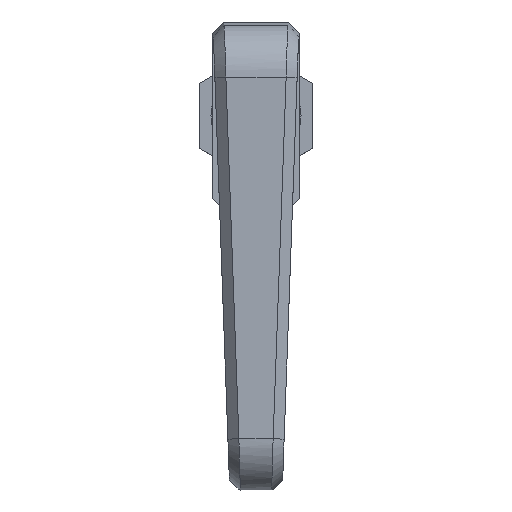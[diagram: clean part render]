
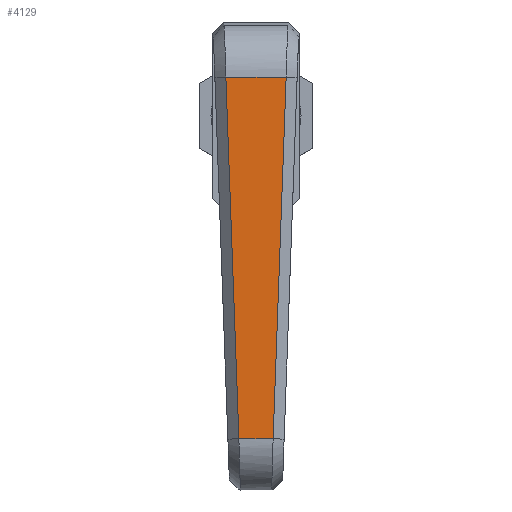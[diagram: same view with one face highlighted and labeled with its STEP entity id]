
A CAD part, top view. The second image highlights one B-rep face of the part: STEP entity #4129.
In plain terms, the highlighted planar face has unit normal (0, 0, 1).
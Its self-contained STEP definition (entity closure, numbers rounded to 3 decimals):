
#140 = FACE_OUTER_BOUND ( 'NONE', #4965, .T. ) ;
#143 = AXIS2_PLACEMENT_3D ( 'NONE', #2200, #2201, #2202 ) ;
#427 = VECTOR ( 'NONE', #1937, 1000. ) ;
#428 = VECTOR ( 'NONE', #1940, 1000. ) ;
#837 = VECTOR ( 'NONE', #1980, 1000. ) ;
#838 = VECTOR ( 'NONE', #1983, 1000. ) ;
#1251 = CARTESIAN_POINT ( 'NONE',  ( 8.034, 10.254, 0. ) ) ;
#1252 = CARTESIAN_POINT ( 'NONE',  ( -8.034, 10.254, 0. ) ) ;
#1253 = CARTESIAN_POINT ( 'NONE',  ( -4.564, -86.144, 0. ) ) ;
#1254 = CARTESIAN_POINT ( 'NONE',  ( 4.564, -86.144, 0. ) ) ;
#1935 = LINE ( 'NONE', #1936, #427 ) ;
#1936 = CARTESIAN_POINT ( 'NONE',  ( 0., -86.144, 0. ) ) ;
#1937 = DIRECTION ( 'NONE',  ( 1., 0., 0. ) ) ;
#1938 = LINE ( 'NONE', #1939, #428 ) ;
#1939 = CARTESIAN_POINT ( 'NONE',  ( 8.038, 10.36, 0. ) ) ;
#1940 = DIRECTION ( 'NONE',  ( 0.036, 0.999, 0. ) ) ;
#1978 = LINE ( 'NONE', #1979, #837 ) ;
#1979 = CARTESIAN_POINT ( 'NONE',  ( -4.568, -86.038, 0. ) ) ;
#1980 = DIRECTION ( 'NONE',  ( 0.036, -0.999, 0. ) ) ;
#1981 = LINE ( 'NONE', #1982, #838 ) ;
#1982 = CARTESIAN_POINT ( 'NONE',  ( 0., 10.254, 0. ) ) ;
#1983 = DIRECTION ( 'NONE',  ( -1., 0., 0. ) ) ;
#2199 = PLANE ( 'NONE',  #143 ) ;
#2200 = CARTESIAN_POINT ( 'NONE',  ( 0., 0., 0. ) ) ;
#2201 = DIRECTION ( 'NONE',  ( 0., 0., -1. ) ) ;
#2202 = DIRECTION ( 'NONE',  ( -1., 0., 0. ) ) ;
#2500 = VERTEX_POINT ( 'NONE', #1251 ) ;
#2501 = VERTEX_POINT ( 'NONE', #1252 ) ;
#2502 = VERTEX_POINT ( 'NONE', #1253 ) ;
#2503 = VERTEX_POINT ( 'NONE', #1254 ) ;
#2810 = ORIENTED_EDGE ( 'NONE', *, *, #4034, .T. ) ;
#2827 = ORIENTED_EDGE ( 'NONE', *, *, #4048, .T. ) ;
#2828 = ORIENTED_EDGE ( 'NONE', *, *, #4033, .T. ) ;
#2829 = ORIENTED_EDGE ( 'NONE', *, *, #4047, .T. ) ;
#4033 = EDGE_CURVE ( 'NONE', #2502, #2503, #1935, .T. ) ;
#4034 = EDGE_CURVE ( 'NONE', #2503, #2500, #1938, .T. ) ;
#4047 = EDGE_CURVE ( 'NONE', #2501, #2502, #1978, .T. ) ;
#4048 = EDGE_CURVE ( 'NONE', #2500, #2501, #1981, .T. ) ;
#4129 = ADVANCED_FACE ( 'NONE', ( #140 ), #2199, .F. ) ;
#4965 = EDGE_LOOP ( 'NONE', ( #2827, #2829, #2828, #2810 ) ) ;
